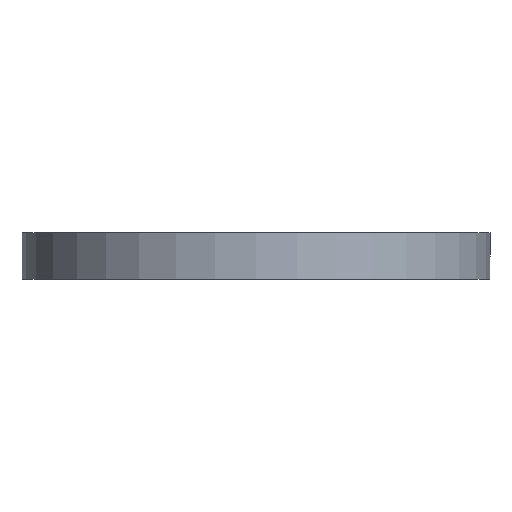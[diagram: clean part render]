
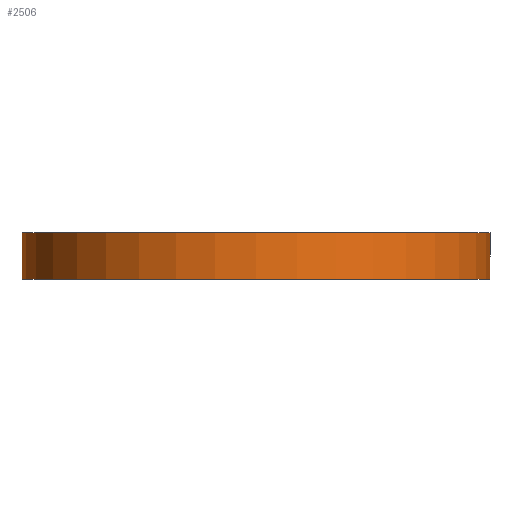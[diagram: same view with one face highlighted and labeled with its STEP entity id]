
A CAD part, front view. The second image highlights one B-rep face of the part: STEP entity #2506.
In plain terms, the highlighted cylindrical face has radius 53 mm (diameter 106 mm), a partial arc.
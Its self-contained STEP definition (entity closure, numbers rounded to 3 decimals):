
#24 = CARTESIAN_POINT ( 'NONE',  ( -53., 0., -25.771 ) ) ;
#49 = EDGE_LOOP ( 'NONE', ( #4823, #2796, #3391, #2002 ) ) ;
#1148 = FACE_OUTER_BOUND ( 'NONE', #49, .T. ) ;
#1271 = DIRECTION ( 'NONE',  ( -1., 0., 0. ) ) ;
#1880 = CARTESIAN_POINT ( 'NONE',  ( -53., 0., -3. ) ) ;
#2001 = CARTESIAN_POINT ( 'NONE',  ( 0., 0., -3. ) ) ;
#2002 = ORIENTED_EDGE ( 'NONE', *, *, #4326, .F. ) ;
#2046 = DIRECTION ( 'NONE',  ( 0., 0., -1. ) ) ;
#2067 = CARTESIAN_POINT ( 'NONE',  ( 53., 0., -25.771 ) ) ;
#2072 = AXIS2_PLACEMENT_3D ( 'NONE', #6507, #2323, #3373 ) ;
#2170 = AXIS2_PLACEMENT_3D ( 'NONE', #2001, #2439, #6025 ) ;
#2238 = CARTESIAN_POINT ( 'NONE',  ( 0., 0., -25.771 ) ) ;
#2323 = DIRECTION ( 'NONE',  ( 0., 0., -1. ) ) ;
#2439 = DIRECTION ( 'NONE',  ( 0., 0., -1. ) ) ;
#2506 = ADVANCED_FACE ( 'NONE', ( #1148 ), #3090, .T. ) ;
#2662 = CIRCLE ( 'NONE', #2170, 53. ) ;
#2675 = EDGE_CURVE ( 'NONE', #5088, #5373, #4869, .T. ) ;
#2796 = ORIENTED_EDGE ( 'NONE', *, *, #4152, .T. ) ;
#2914 = AXIS2_PLACEMENT_3D ( 'NONE', #2238, #4796, #1271 ) ;
#3004 = CIRCLE ( 'NONE', #2072, 53. ) ;
#3090 = CYLINDRICAL_SURFACE ( 'NONE', #2914, 53. ) ;
#3186 = DIRECTION ( 'NONE',  ( 0., 0., -1. ) ) ;
#3373 = DIRECTION ( 'NONE',  ( -1., 0., 0. ) ) ;
#3391 = ORIENTED_EDGE ( 'NONE', *, *, #2675, .T. ) ;
#3848 = CARTESIAN_POINT ( 'NONE',  ( 53., 0., 7.5 ) ) ;
#4033 = VERTEX_POINT ( 'NONE', #6251 ) ;
#4152 = EDGE_CURVE ( 'NONE', #4595, #5088, #3004, .T. ) ;
#4326 = EDGE_CURVE ( 'NONE', #4033, #5373, #2662, .T. ) ;
#4595 = VERTEX_POINT ( 'NONE', #3848 ) ;
#4785 = VECTOR ( 'NONE', #2046, 1000. ) ;
#4796 = DIRECTION ( 'NONE',  ( 0., 0., -1. ) ) ;
#4823 = ORIENTED_EDGE ( 'NONE', *, *, #6594, .F. ) ;
#4869 = LINE ( 'NONE', #24, #4785 ) ;
#5021 = LINE ( 'NONE', #2067, #5326 ) ;
#5088 = VERTEX_POINT ( 'NONE', #5598 ) ;
#5326 = VECTOR ( 'NONE', #3186, 1000. ) ;
#5373 = VERTEX_POINT ( 'NONE', #1880 ) ;
#5598 = CARTESIAN_POINT ( 'NONE',  ( -53., 0., 7.5 ) ) ;
#6025 = DIRECTION ( 'NONE',  ( -1., 0., 0. ) ) ;
#6251 = CARTESIAN_POINT ( 'NONE',  ( 53., 0., -3. ) ) ;
#6507 = CARTESIAN_POINT ( 'NONE',  ( 0., 0., 7.5 ) ) ;
#6594 = EDGE_CURVE ( 'NONE', #4595, #4033, #5021, .T. ) ;
